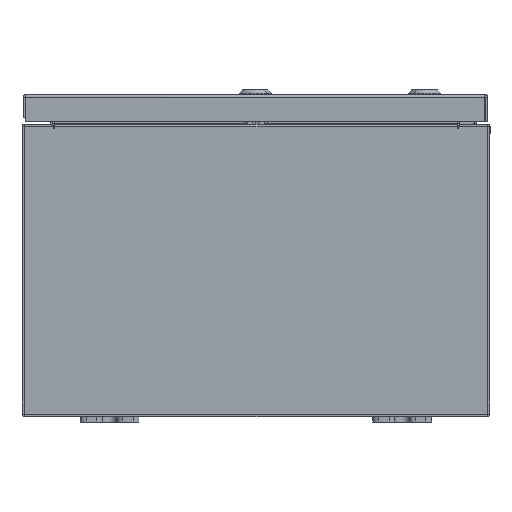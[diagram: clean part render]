
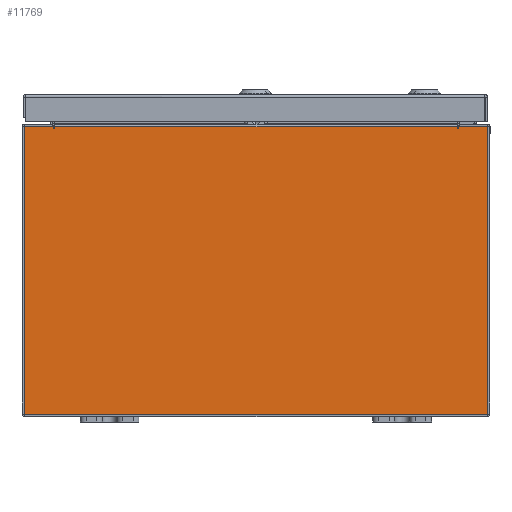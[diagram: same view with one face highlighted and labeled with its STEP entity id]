
A CAD part, front view. The second image highlights one B-rep face of the part: STEP entity #11769.
In plain terms, the highlighted face is planar.
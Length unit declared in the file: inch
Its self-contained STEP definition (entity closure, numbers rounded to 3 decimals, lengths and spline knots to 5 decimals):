
#56 = VECTOR ( 'NONE', #48760, 39.37008 ) ;
#68 = DIRECTION ( 'NONE',  ( 0., 1., 0. ) ) ;
#440 = CIRCLE ( 'NONE', #58911, 0.01868 ) ;
#1179 = CARTESIAN_POINT ( 'NONE',  ( -6.92455, 0., 0. ) ) ;
#1562 = LINE ( 'NONE', #20184, #56 ) ;
#3173 = DIRECTION ( 'NONE',  ( 0., 0., -1. ) ) ;
#4588 = ORIENTED_EDGE ( 'NONE', *, *, #61961, .T. ) ;
#6070 = DIRECTION ( 'NONE',  ( 0., 0., 1. ) ) ;
#6918 = VERTEX_POINT ( 'NONE', #50690 ) ;
#8113 = VERTEX_POINT ( 'NONE', #37107 ) ;
#9494 = EDGE_CURVE ( 'NONE', #8113, #36257, #27907, .T. ) ;
#9606 = CARTESIAN_POINT ( 'NONE',  ( 7.9253, 0., 4.9253 ) ) ;
#11002 = DIRECTION ( 'NONE',  ( 1., 0., 0. ) ) ;
#11362 = CARTESIAN_POINT ( 'NONE',  ( 6.92455, 0., 0. ) ) ;
#11371 = DIRECTION ( 'NONE',  ( 0., 1., 0. ) ) ;
#11769 = ADVANCED_FACE ( 'NONE', ( #18765 ), #41588, .F. ) ;
#11888 = CARTESIAN_POINT ( 'NONE',  ( 6.8872, 0., 4.9123 ) ) ;
#12170 = EDGE_CURVE ( 'NONE', #30643, #27568, #46566, .T. ) ;
#12548 = VERTEX_POINT ( 'NONE', #50277 ) ;
#12605 = LINE ( 'NONE', #61495, #62395 ) ;
#13576 = EDGE_CURVE ( 'NONE', #25588, #12548, #440, .T. ) ;
#15683 = CARTESIAN_POINT ( 'NONE',  ( -6.8872, 0., 4.9123 ) ) ;
#15719 = VERTEX_POINT ( 'NONE', #25342 ) ;
#17204 = CARTESIAN_POINT ( 'NONE',  ( 0., 0., 0. ) ) ;
#17648 = LINE ( 'NONE', #11362, #41719 ) ;
#18324 = DIRECTION ( 'NONE',  ( 1., 0., 0. ) ) ;
#18765 = FACE_OUTER_BOUND ( 'NONE', #37292, .T. ) ;
#18825 = DIRECTION ( 'NONE',  ( 1., 0., 0. ) ) ;
#19191 = CARTESIAN_POINT ( 'NONE',  ( -6.8872, 0., 4.87495 ) ) ;
#19998 = ORIENTED_EDGE ( 'NONE', *, *, #33041, .F. ) ;
#20184 = CARTESIAN_POINT ( 'NONE',  ( -7.9253, 0., 4.9253 ) ) ;
#21573 = LINE ( 'NONE', #42979, #60049 ) ;
#22484 = VECTOR ( 'NONE', #43346, 39.37008 ) ;
#22977 = ORIENTED_EDGE ( 'NONE', *, *, #40818, .F. ) ;
#23135 = VERTEX_POINT ( 'NONE', #45390 ) ;
#23391 = VECTOR ( 'NONE', #24156, 39.37008 ) ;
#24016 = LINE ( 'NONE', #1179, #48094 ) ;
#24091 = ORIENTED_EDGE ( 'NONE', *, *, #30601, .T. ) ;
#24156 = DIRECTION ( 'NONE',  ( 0., 0., -1. ) ) ;
#24366 = ORIENTED_EDGE ( 'NONE', *, *, #38372, .T. ) ;
#24599 = DIRECTION ( 'NONE',  ( -1., 0., 0. ) ) ;
#25342 = CARTESIAN_POINT ( 'NONE',  ( -6.92455, 0., 4.9253 ) ) ;
#25588 = VERTEX_POINT ( 'NONE', #19191 ) ;
#26413 = VECTOR ( 'NONE', #59197, 39.37008 ) ;
#26536 = ORIENTED_EDGE ( 'NONE', *, *, #9494, .F. ) ;
#27341 = ORIENTED_EDGE ( 'NONE', *, *, #52798, .F. ) ;
#27568 = VERTEX_POINT ( 'NONE', #37614 ) ;
#27907 = LINE ( 'NONE', #53876, #26413 ) ;
#29012 = CARTESIAN_POINT ( 'NONE',  ( -6.90588, 0., 4.87495 ) ) ;
#29218 = CARTESIAN_POINT ( 'NONE',  ( -7.9253, 0., -4.9253 ) ) ;
#30601 = EDGE_CURVE ( 'NONE', #57247, #52946, #1562, .T. ) ;
#30643 = VERTEX_POINT ( 'NONE', #44358 ) ;
#32133 = DIRECTION ( 'NONE',  ( 0., -1., 0. ) ) ;
#33041 = EDGE_CURVE ( 'NONE', #23135, #25588, #47454, .T. ) ;
#33064 = ORIENTED_EDGE ( 'NONE', *, *, #13576, .F. ) ;
#33863 = DIRECTION ( 'NONE',  ( 0., 0., -1. ) ) ;
#35609 = DIRECTION ( 'NONE',  ( 0., 0., -1. ) ) ;
#36257 = VERTEX_POINT ( 'NONE', #11888 ) ;
#37107 = CARTESIAN_POINT ( 'NONE',  ( 6.8872, 0., 4.87495 ) ) ;
#37235 = CIRCLE ( 'NONE', #57860, 0.01868 ) ;
#37292 = EDGE_LOOP ( 'NONE', ( #59716, #33064, #19998, #40668, #26536, #27341, #22977, #38394, #52571, #4588, #24091, #24366 ) ) ;
#37614 = CARTESIAN_POINT ( 'NONE',  ( 7.9253, 0., -4.9253 ) ) ;
#37798 = AXIS2_PLACEMENT_3D ( 'NONE', #17204, #32133, #3173 ) ;
#38134 = CARTESIAN_POINT ( 'NONE',  ( 6.92455, 0., 4.9253 ) ) ;
#38372 = EDGE_CURVE ( 'NONE', #52946, #15719, #21573, .T. ) ;
#38394 = ORIENTED_EDGE ( 'NONE', *, *, #46826, .T. ) ;
#40254 = CARTESIAN_POINT ( 'NONE',  ( 6.90587, 0., 4.87495 ) ) ;
#40668 = ORIENTED_EDGE ( 'NONE', *, *, #45217, .T. ) ;
#40818 = EDGE_CURVE ( 'NONE', #61156, #6918, #17648, .T. ) ;
#41588 = PLANE ( 'NONE',  #37798 ) ;
#41719 = VECTOR ( 'NONE', #35609, 39.37008 ) ;
#42979 = CARTESIAN_POINT ( 'NONE',  ( -7.9253, 0., 4.9253 ) ) ;
#43346 = DIRECTION ( 'NONE',  ( 0., 0., -1. ) ) ;
#43732 = CARTESIAN_POINT ( 'NONE',  ( -7.9253, 0., 4.9253 ) ) ;
#44358 = CARTESIAN_POINT ( 'NONE',  ( 7.9253, 0., 4.9253 ) ) ;
#45120 = DIRECTION ( 'NONE',  ( 0., 0., -1. ) ) ;
#45217 = EDGE_CURVE ( 'NONE', #23135, #36257, #51912, .T. ) ;
#45390 = CARTESIAN_POINT ( 'NONE',  ( -6.8872, 0., 4.9123 ) ) ;
#45805 = EDGE_CURVE ( 'NONE', #12548, #15719, #24016, .T. ) ;
#46566 = LINE ( 'NONE', #9606, #22484 ) ;
#46826 = EDGE_CURVE ( 'NONE', #61156, #30643, #12605, .T. ) ;
#47454 = LINE ( 'NONE', #52978, #23391 ) ;
#48094 = VECTOR ( 'NONE', #6070, 39.37008 ) ;
#48429 = LINE ( 'NONE', #29218, #56750 ) ;
#48760 = DIRECTION ( 'NONE',  ( 0., 0., 1. ) ) ;
#50277 = CARTESIAN_POINT ( 'NONE',  ( -6.92455, 0., 4.87495 ) ) ;
#50410 = VECTOR ( 'NONE', #11002, 39.37008 ) ;
#50690 = CARTESIAN_POINT ( 'NONE',  ( 6.92455, 0., 4.87495 ) ) ;
#51912 = LINE ( 'NONE', #15683, #50410 ) ;
#52571 = ORIENTED_EDGE ( 'NONE', *, *, #12170, .T. ) ;
#52798 = EDGE_CURVE ( 'NONE', #6918, #8113, #37235, .T. ) ;
#52946 = VERTEX_POINT ( 'NONE', #43732 ) ;
#52978 = CARTESIAN_POINT ( 'NONE',  ( -6.8872, 0., 0. ) ) ;
#53876 = CARTESIAN_POINT ( 'NONE',  ( 6.8872, 0., 0. ) ) ;
#55469 = CARTESIAN_POINT ( 'NONE',  ( -7.9253, 0., -4.9253 ) ) ;
#56750 = VECTOR ( 'NONE', #24599, 39.37008 ) ;
#57247 = VERTEX_POINT ( 'NONE', #55469 ) ;
#57860 = AXIS2_PLACEMENT_3D ( 'NONE', #40254, #11371, #45120 ) ;
#58911 = AXIS2_PLACEMENT_3D ( 'NONE', #29012, #68, #33863 ) ;
#59197 = DIRECTION ( 'NONE',  ( 0., 0., 1. ) ) ;
#59716 = ORIENTED_EDGE ( 'NONE', *, *, #45805, .F. ) ;
#60049 = VECTOR ( 'NONE', #18825, 39.37008 ) ;
#61156 = VERTEX_POINT ( 'NONE', #38134 ) ;
#61495 = CARTESIAN_POINT ( 'NONE',  ( -7.9253, 0., 4.9253 ) ) ;
#61961 = EDGE_CURVE ( 'NONE', #27568, #57247, #48429, .T. ) ;
#62395 = VECTOR ( 'NONE', #18324, 39.37008 ) ;
